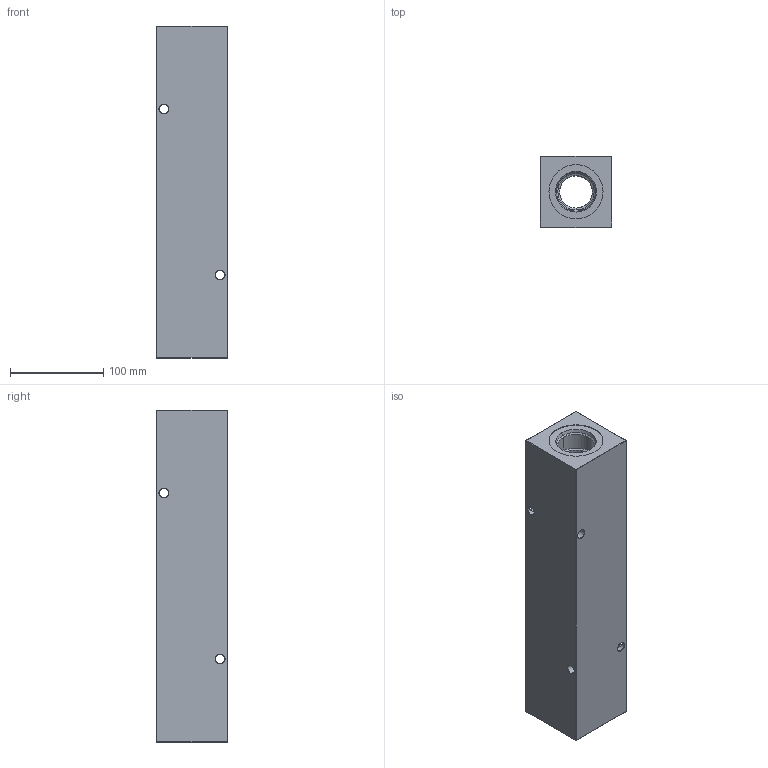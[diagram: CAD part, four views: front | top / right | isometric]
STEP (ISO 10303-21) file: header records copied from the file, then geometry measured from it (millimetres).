
FILE_DESCRIPTION (( 'STEP AP203' ), '1' );
FILE_NAME ('HM-4-0-S-20-20.STEP', '2020-10-28T13:01:41', ( '' ), ( '' ), 'SwSTEP 2.0', 'SolidWorks 2019', '' );
FILE_SCHEMA (( 'CONFIG_CONTROL_DESIGN' ));
Length unit declared in the file: inch
Products named in the file (1): HM-4-0-S-20-20
Bounding box: 76.2 x 76.2 x 355.6 mm (x, y, z)
Volume: 1567173.8 mm3; surface area: 168030 mm2
Topology: 1 solids, 1 shells, 552 faces, 1440 edges, 934 vertices
Faces by surface type: plane 244, bspline 198, cone 56, cylinder 54
Entity records: 27021 total; most frequent: CARTESIAN_POINT 14773, ORIENTED_EDGE 2880, DIRECTION 1828, EDGE_CURVE 1440, VERTEX_POINT 934, VECTOR 842, LINE 842, EDGE_LOOP 618
